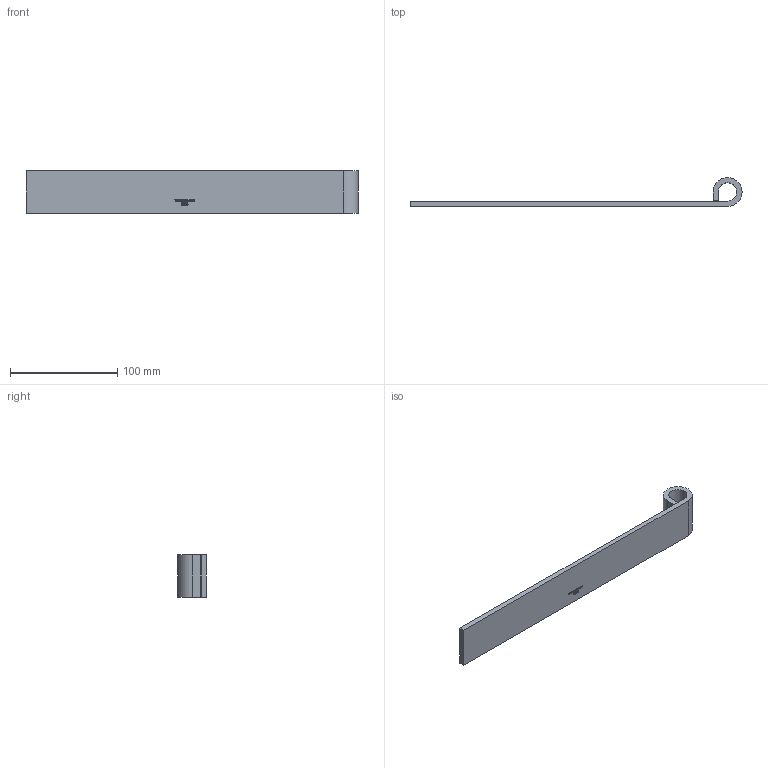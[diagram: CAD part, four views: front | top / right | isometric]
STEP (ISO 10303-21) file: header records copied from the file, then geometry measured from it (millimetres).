
FILE_DESCRIPTION (( 'STEP AP214' ), '1' );
FILE_NAME ('02855-Unwelded Strap Heavy Duty 16mm pin 300mm.STEP', '2019-01-08T23:30:47', ( '' ), ( '' ), 'SwSTEP 2.0', 'SolidWorks 2018', '' );
FILE_SCHEMA (( 'AUTOMOTIVE_DESIGN' ));
Length unit declared in the file: millimetre
Products named in the file (1): 02855-Unwelded Strap Heavy Duty 16mm pin 300mm
Bounding box: 310 x 27 x 40 mm (x, y, z)
Volume: 71343.6 mm3; surface area: 32543.3 mm2
Topology: 1 solids, 1 shells, 277 faces, 747 edges, 498 vertices
Faces by surface type: plane 159, bspline 116, cylinder 2
Entity records: 15203 total; most frequent: CARTESIAN_POINT 8999, ORIENTED_EDGE 1494, DIRECTION 843, EDGE_CURVE 747, VECTOR 511, LINE 511, VERTEX_POINT 498, EDGE_LOOP 303
